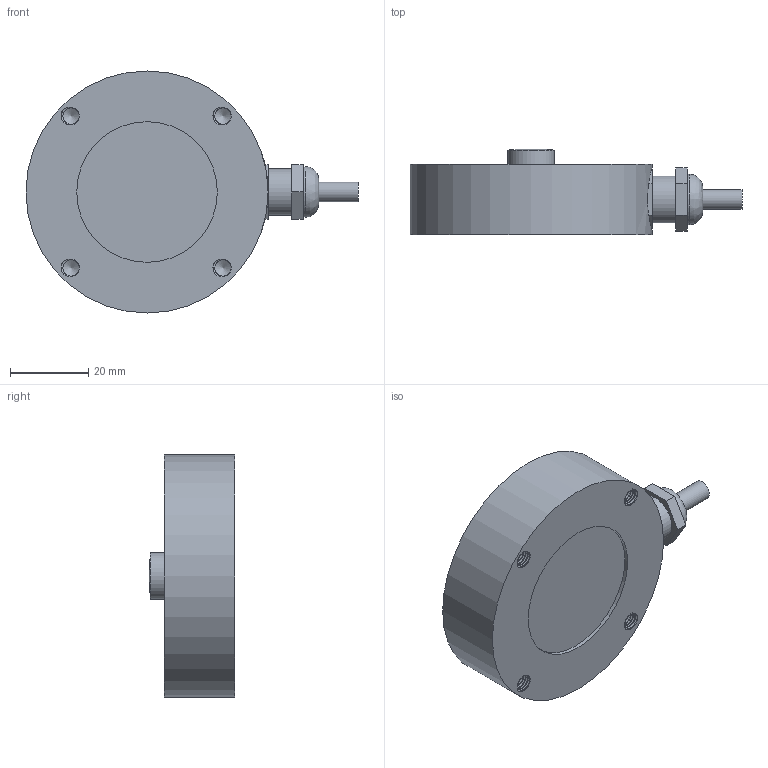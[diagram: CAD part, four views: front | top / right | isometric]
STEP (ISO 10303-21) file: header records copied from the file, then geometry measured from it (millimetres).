
FILE_DESCRIPTION(/* description */ (''),/* implementation_level */ '2;1');
FILE_NAME(/* name */ '266AS-(0.1-2)t v2.step',/* time_stamp */ '2020-02-04T13:52:34-08:00',/* author */ (''),/* organization */ (''),/* preprocessor_version */ 'ST-DEVELOPER v18',/* originating_system */ 'Autodesk Translation Framework v8.12.0.6',/* authorisation */ '');
FILE_SCHEMA (('AUTOMOTIVE_DESIGN { 1 0 10303 214 3 1 1 }'));
Length unit declared in the file: millimetre
Products named in the file (2): 266AS-(0.1-2)t; Connector
Assembly tree (1 placements, depth 2):
  266AS-(0.1-2)t
    Connector
Bounding box: 85.03 x 21.91 x 62 mm (x, y, z)
Volume: 54700.7 mm3; surface area: 12302.4 mm2
Topology: 2 solids, 2 shells, 143 faces, 361 edges, 230 vertices
Faces by surface type: cylinder 101, plane 27, bspline 9, cone 5, sphere 1
Full cylindrical faces by diameter (mm): 4.234 x36, 5.1 x1, 5.12 x40, 10 x1, 12 x3, 13 x1, 16.8 x1, 36 x1, 62 x1
Entity records: 9442 total; most frequent: CARTESIAN_POINT 6317, ORIENTED_EDGE 712, DIRECTION 502, EDGE_CURVE 356, VERTEX_POINT 230, AXIS2_PLACEMENT_3D 184, B_SPLINE_CURVE_WITH_KNOTS 175, EDGE_LOOP 156
